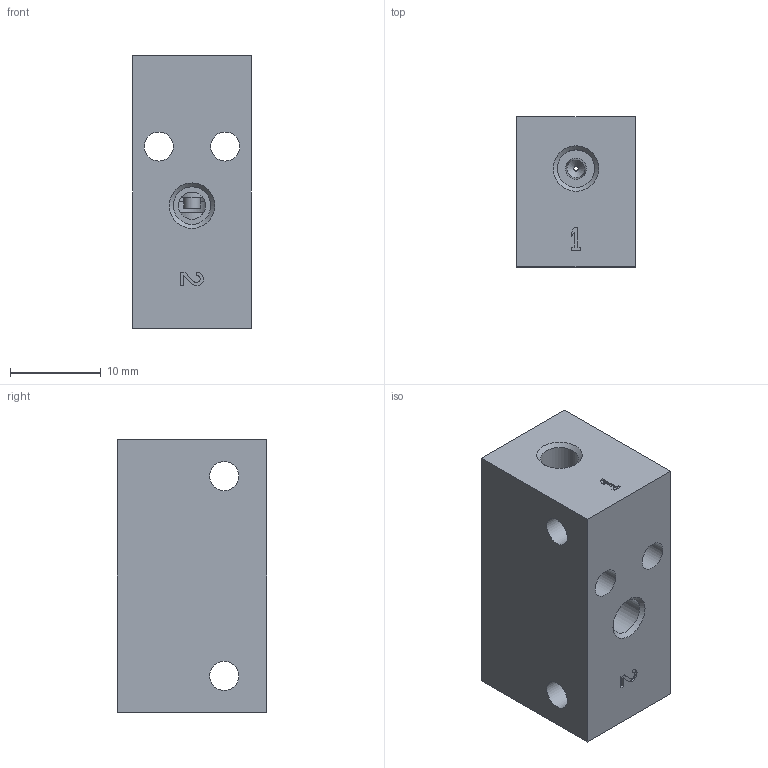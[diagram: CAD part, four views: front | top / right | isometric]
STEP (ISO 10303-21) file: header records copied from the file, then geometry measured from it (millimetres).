
FILE_DESCRIPTION(/* description */ ('STEP AP214'),/* implementation_level */ '2;1');
FILE_NAME(/* name */ '19293_VAD-M5',/* time_stamp */ '2024-09-16T06:22:05+02:00',/* author */ ('License CC BY-ND 4.0'),/* organization */ ('CADENAS'),/* preprocessor_version */ 'ST-DEVELOPER v19.3',/* originating_system */ 'PARTsolutions',/* authorisation */ ' ');
FILE_SCHEMA (('AUTOMOTIVE_DESIGN {1 0 10303 214 3 1 1}'));
Length unit declared in the file: millimetre
Products named in the file (1): 19293 VAD-M5
Bounding box: 13 x 16.5 x 30 mm (x, y, z)
Volume: 5608.7 mm3; surface area: 3206.3 mm2
Topology: 1 solids, 1 shells, 72 faces, 173 edges, 112 vertices
Faces by surface type: plane 40, cylinder 24, cone 7, torus 1
Full cylindrical faces by diameter (mm): 0.5 x1, 1.3 x1, 1.8 x1, 2.1 x1, 3 x1, 3.2 x4, 4.134 x3
Entity records: 2049 total; most frequent: CARTESIAN_POINT 362, DIRECTION 345, ORIENTED_EDGE 304, EDGE_CURVE 152, AXIS2_PLACEMENT_3D 126, EDGE_LOOP 113, FACE_BOUND 113, VERTEX_POINT 111
